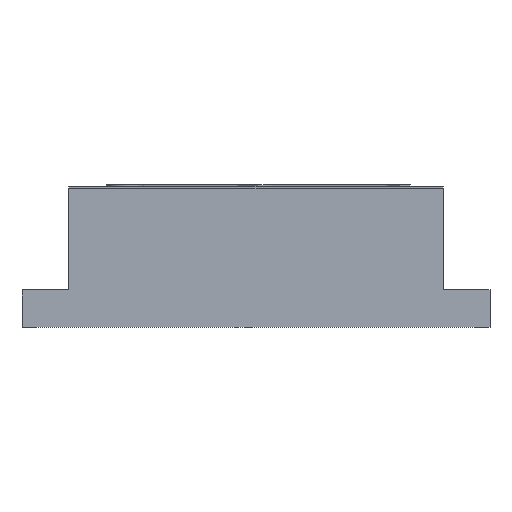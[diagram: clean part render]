
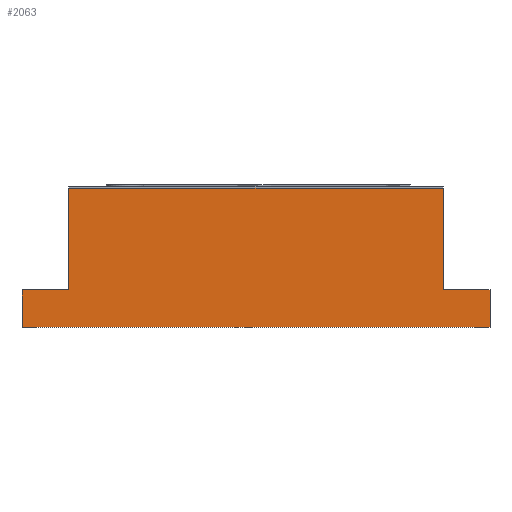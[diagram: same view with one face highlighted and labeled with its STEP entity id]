
A CAD part, front view. The second image highlights one B-rep face of the part: STEP entity #2063.
In plain terms, the highlighted planar face has unit normal (0, -1, 0).
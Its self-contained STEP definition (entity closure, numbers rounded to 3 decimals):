
#1616 = VERTEX_POINT('',#1617);
#1617 = CARTESIAN_POINT('',(-4.,-3.45,2.97));
#1671 = VERTEX_POINT('',#1672);
#1672 = CARTESIAN_POINT('',(4.,-3.45,2.97));
#1678 = EDGE_CURVE('',#1616,#1671,#1679,.T.);
#1679 = LINE('',#1680,#1681);
#1680 = CARTESIAN_POINT('',(-4.,-3.45,2.97));
#1681 = VECTOR('',#1682,1.);
#1682 = DIRECTION('',(1.,0.,0.));
#1820 = EDGE_CURVE('',#1821,#1616,#1823,.T.);
#1821 = VERTEX_POINT('',#1822);
#1822 = CARTESIAN_POINT('',(-4.,-3.45,0.8));
#1823 = LINE('',#1824,#1825);
#1824 = CARTESIAN_POINT('',(-4.,-3.45,0.4));
#1825 = VECTOR('',#1826,1.);
#1826 = DIRECTION('',(0.,0.,1.));
#2063 = ADVANCED_FACE('',(#2064),#2114,.T.);
#2064 = FACE_BOUND('',#2065,.T.);
#2065 = EDGE_LOOP('',(#2066,#2076,#2084,#2092,#2098,#2099,#2100,#2108));
#2066 = ORIENTED_EDGE('',*,*,#2067,.F.);
#2067 = EDGE_CURVE('',#2068,#2070,#2072,.T.);
#2068 = VERTEX_POINT('',#2069);
#2069 = CARTESIAN_POINT('',(5.,-3.45,0.));
#2070 = VERTEX_POINT('',#2071);
#2071 = CARTESIAN_POINT('',(-5.,-3.45,0.));
#2072 = LINE('',#2073,#2074);
#2073 = CARTESIAN_POINT('',(5.,-3.45,0.));
#2074 = VECTOR('',#2075,1.);
#2075 = DIRECTION('',(-1.,0.,0.));
#2076 = ORIENTED_EDGE('',*,*,#2077,.T.);
#2077 = EDGE_CURVE('',#2068,#2078,#2080,.T.);
#2078 = VERTEX_POINT('',#2079);
#2079 = CARTESIAN_POINT('',(5.,-3.45,0.8));
#2080 = LINE('',#2081,#2082);
#2081 = CARTESIAN_POINT('',(5.,-3.45,0.));
#2082 = VECTOR('',#2083,1.);
#2083 = DIRECTION('',(0.,0.,1.));
#2084 = ORIENTED_EDGE('',*,*,#2085,.T.);
#2085 = EDGE_CURVE('',#2078,#2086,#2088,.T.);
#2086 = VERTEX_POINT('',#2087);
#2087 = CARTESIAN_POINT('',(4.,-3.45,0.8));
#2088 = LINE('',#2089,#2090);
#2089 = CARTESIAN_POINT('',(4.5,-3.45,0.8));
#2090 = VECTOR('',#2091,1.);
#2091 = DIRECTION('',(-1.,0.,0.));
#2092 = ORIENTED_EDGE('',*,*,#2093,.T.);
#2093 = EDGE_CURVE('',#2086,#1671,#2094,.T.);
#2094 = LINE('',#2095,#2096);
#2095 = CARTESIAN_POINT('',(4.,-3.45,0.4));
#2096 = VECTOR('',#2097,1.);
#2097 = DIRECTION('',(0.,0.,1.));
#2098 = ORIENTED_EDGE('',*,*,#1678,.F.);
#2099 = ORIENTED_EDGE('',*,*,#1820,.F.);
#2100 = ORIENTED_EDGE('',*,*,#2101,.T.);
#2101 = EDGE_CURVE('',#1821,#2102,#2104,.T.);
#2102 = VERTEX_POINT('',#2103);
#2103 = CARTESIAN_POINT('',(-5.,-3.45,0.8));
#2104 = LINE('',#2105,#2106);
#2105 = CARTESIAN_POINT('',(0.,-3.45,0.8));
#2106 = VECTOR('',#2107,1.);
#2107 = DIRECTION('',(-1.,0.,0.));
#2108 = ORIENTED_EDGE('',*,*,#2109,.F.);
#2109 = EDGE_CURVE('',#2070,#2102,#2110,.T.);
#2110 = LINE('',#2111,#2112);
#2111 = CARTESIAN_POINT('',(-5.,-3.45,0.));
#2112 = VECTOR('',#2113,1.);
#2113 = DIRECTION('',(0.,0.,1.));
#2114 = PLANE('',#2115);
#2115 = AXIS2_PLACEMENT_3D('',#2116,#2117,#2118);
#2116 = CARTESIAN_POINT('',(5.,-3.45,0.));
#2117 = DIRECTION('',(0.,-1.,0.));
#2118 = DIRECTION('',(-1.,0.,0.));
